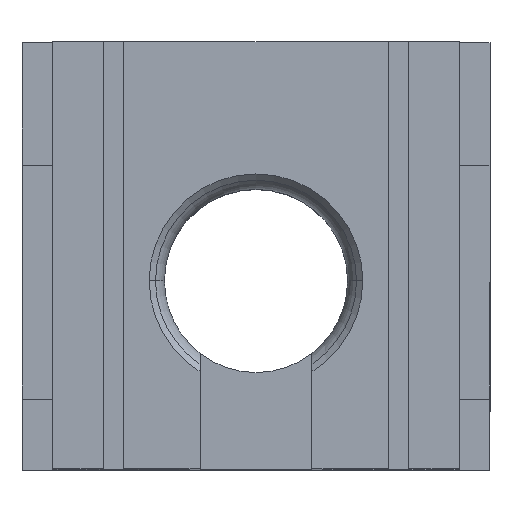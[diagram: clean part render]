
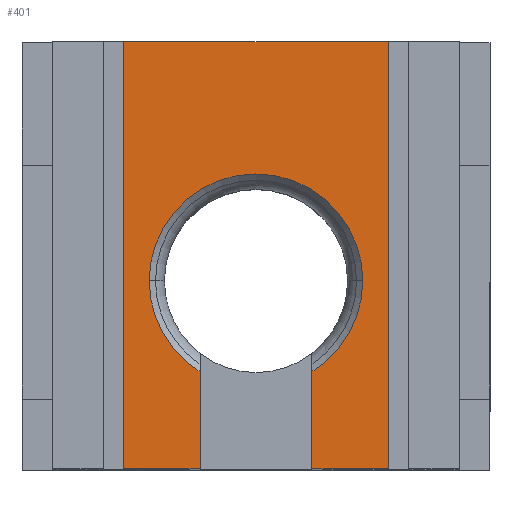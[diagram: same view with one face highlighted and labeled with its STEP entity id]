
A CAD part, top view. The second image highlights one B-rep face of the part: STEP entity #401.
In plain terms, the highlighted planar face has unit normal (0, 0, 1).
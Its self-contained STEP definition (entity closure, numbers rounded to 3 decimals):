
#42 = CARTESIAN_POINT ( 'NONE',  ( 0., 0., 43.04 ) ) ;
#73 = CIRCLE ( 'NONE', #782, 10.5 ) ;
#97 = EDGE_CURVE ( 'NONE', #4889, #3392, #1131, .T. ) ;
#116 = CARTESIAN_POINT ( 'NONE',  ( 5.5, -8.944, 43.04 ) ) ;
#122 = EDGE_CURVE ( 'NONE', #323, #4766, #73, .T. ) ;
#146 = CARTESIAN_POINT ( 'NONE',  ( -5.5, -18.5, 43.04 ) ) ;
#151 = DIRECTION ( 'NONE',  ( 0., 0., 1. ) ) ;
#210 = EDGE_CURVE ( 'NONE', #411, #4811, #4207, .T. ) ;
#262 = ORIENTED_EDGE ( 'NONE', *, *, #539, .T. ) ;
#274 = ORIENTED_EDGE ( 'NONE', *, *, #122, .T. ) ;
#296 = CARTESIAN_POINT ( 'NONE',  ( 0., 0., 43.04 ) ) ;
#323 = VERTEX_POINT ( 'NONE', #3082 ) ;
#333 = EDGE_CURVE ( 'NONE', #1882, #323, #1912, .T. ) ;
#401 = ADVANCED_FACE ( 'NONE', ( #2049 ), #2495, .T. ) ;
#411 = VERTEX_POINT ( 'NONE', #2893 ) ;
#413 = DIRECTION ( 'NONE',  ( 1., 0., 0. ) ) ;
#539 = EDGE_CURVE ( 'NONE', #4889, #1882, #4463, .T. ) ;
#678 = LINE ( 'NONE', #4924, #2203 ) ;
#708 = DIRECTION ( 'NONE',  ( 0., -1., 0. ) ) ;
#782 = AXIS2_PLACEMENT_3D ( 'NONE', #42, #3853, #413 ) ;
#817 = ORIENTED_EDGE ( 'NONE', *, *, #333, .T. ) ;
#896 = DIRECTION ( 'NONE',  ( 1., 0., 0. ) ) ;
#984 = CARTESIAN_POINT ( 'NONE',  ( 13., 23.5, 43.04 ) ) ;
#1023 = CARTESIAN_POINT ( 'NONE',  ( -13., -18.5, 43.04 ) ) ;
#1024 = CARTESIAN_POINT ( 'NONE',  ( -13., 23.5, 43.04 ) ) ;
#1039 = ORIENTED_EDGE ( 'NONE', *, *, #210, .F. ) ;
#1065 = VERTEX_POINT ( 'NONE', #1024 ) ;
#1098 = EDGE_CURVE ( 'NONE', #1655, #411, #678, .T. ) ;
#1131 = LINE ( 'NONE', #3421, #2468 ) ;
#1219 = EDGE_CURVE ( 'NONE', #4766, #4811, #4309, .T. ) ;
#1239 = VECTOR ( 'NONE', #2526, 1000. ) ;
#1429 = ORIENTED_EDGE ( 'NONE', *, *, #4249, .T. ) ;
#1498 = ORIENTED_EDGE ( 'NONE', *, *, #1647, .F. ) ;
#1647 = EDGE_CURVE ( 'NONE', #3392, #4303, #2543, .T. ) ;
#1655 = VERTEX_POINT ( 'NONE', #984 ) ;
#1658 = VECTOR ( 'NONE', #3727, 1000. ) ;
#1849 = DIRECTION ( 'NONE',  ( -1., 0., 0. ) ) ;
#1882 = VERTEX_POINT ( 'NONE', #2741 ) ;
#1912 = CIRCLE ( 'NONE', #2065, 10.5 ) ;
#1917 = CARTESIAN_POINT ( 'NONE',  ( -5.5, -18.5, 43.04 ) ) ;
#2004 = ORIENTED_EDGE ( 'NONE', *, *, #97, .F. ) ;
#2049 = FACE_OUTER_BOUND ( 'NONE', #3144, .T. ) ;
#2065 = AXIS2_PLACEMENT_3D ( 'NONE', #3865, #3514, #896 ) ;
#2092 = DIRECTION ( 'NONE',  ( 1., 0., 0. ) ) ;
#2123 = LINE ( 'NONE', #4451, #1239 ) ;
#2193 = DIRECTION ( 'NONE',  ( -1., 0., 0. ) ) ;
#2203 = VECTOR ( 'NONE', #708, 1000. ) ;
#2468 = VECTOR ( 'NONE', #2647, 1000. ) ;
#2495 = PLANE ( 'NONE',  #4938 ) ;
#2526 = DIRECTION ( 'NONE',  ( 0., -1., 0. ) ) ;
#2534 = CARTESIAN_POINT ( 'NONE',  ( 5.5, -18.5, 43.04 ) ) ;
#2543 = LINE ( 'NONE', #1917, #1658 ) ;
#2647 = DIRECTION ( 'NONE',  ( 0., -1., 0. ) ) ;
#2658 = ORIENTED_EDGE ( 'NONE', *, *, #2968, .T. ) ;
#2741 = CARTESIAN_POINT ( 'NONE',  ( -10.5, 0., 43.04 ) ) ;
#2830 = ORIENTED_EDGE ( 'NONE', *, *, #1219, .T. ) ;
#2893 = CARTESIAN_POINT ( 'NONE',  ( 13., -18.5, 43.04 ) ) ;
#2968 = EDGE_CURVE ( 'NONE', #1655, #1065, #3588, .T. ) ;
#3082 = CARTESIAN_POINT ( 'NONE',  ( 10.5, 0., 43.04 ) ) ;
#3144 = EDGE_LOOP ( 'NONE', ( #1429, #1498, #2004, #262, #817, #274, #2830, #1039, #3221, #2658 ) ) ;
#3203 = AXIS2_PLACEMENT_3D ( 'NONE', #296, #4496, #3807 ) ;
#3221 = ORIENTED_EDGE ( 'NONE', *, *, #1098, .F. ) ;
#3351 = CARTESIAN_POINT ( 'NONE',  ( 20., 23.5, 43.04 ) ) ;
#3392 = VERTEX_POINT ( 'NONE', #146 ) ;
#3421 = CARTESIAN_POINT ( 'NONE',  ( -5.5, 23.501, 43.04 ) ) ;
#3491 = CARTESIAN_POINT ( 'NONE',  ( 5.5, 23.501, 43.04 ) ) ;
#3514 = DIRECTION ( 'NONE',  ( 0., 0., -1. ) ) ;
#3559 = VECTOR ( 'NONE', #2193, 1000. ) ;
#3588 = LINE ( 'NONE', #3351, #3559 ) ;
#3727 = DIRECTION ( 'NONE',  ( -1., 0., 0. ) ) ;
#3763 = CARTESIAN_POINT ( 'NONE',  ( 13., -18.5, 43.04 ) ) ;
#3807 = DIRECTION ( 'NONE',  ( 1., 0., 0. ) ) ;
#3853 = DIRECTION ( 'NONE',  ( 0., 0., -1. ) ) ;
#3865 = CARTESIAN_POINT ( 'NONE',  ( 0., 0., 43.04 ) ) ;
#3918 = DIRECTION ( 'NONE',  ( 0., -1., 0. ) ) ;
#4130 = VECTOR ( 'NONE', #3918, 1000. ) ;
#4207 = LINE ( 'NONE', #3763, #4307 ) ;
#4249 = EDGE_CURVE ( 'NONE', #1065, #4303, #2123, .T. ) ;
#4303 = VERTEX_POINT ( 'NONE', #1023 ) ;
#4307 = VECTOR ( 'NONE', #1849, 1000. ) ;
#4309 = LINE ( 'NONE', #3491, #4130 ) ;
#4451 = CARTESIAN_POINT ( 'NONE',  ( -13., -23.5, 43.04 ) ) ;
#4460 = CARTESIAN_POINT ( 'NONE',  ( -5.5, -8.944, 43.04 ) ) ;
#4463 = CIRCLE ( 'NONE', #3203, 10.5 ) ;
#4496 = DIRECTION ( 'NONE',  ( 0., 0., -1. ) ) ;
#4766 = VERTEX_POINT ( 'NONE', #116 ) ;
#4791 = CARTESIAN_POINT ( 'NONE',  ( 0., 0., 43.04 ) ) ;
#4811 = VERTEX_POINT ( 'NONE', #2534 ) ;
#4889 = VERTEX_POINT ( 'NONE', #4460 ) ;
#4924 = CARTESIAN_POINT ( 'NONE',  ( 13., -23.5, 43.04 ) ) ;
#4938 = AXIS2_PLACEMENT_3D ( 'NONE', #4791, #151, #2092 ) ;
